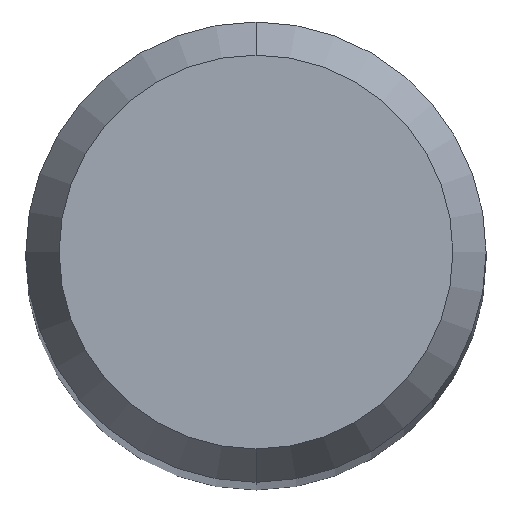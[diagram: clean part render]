
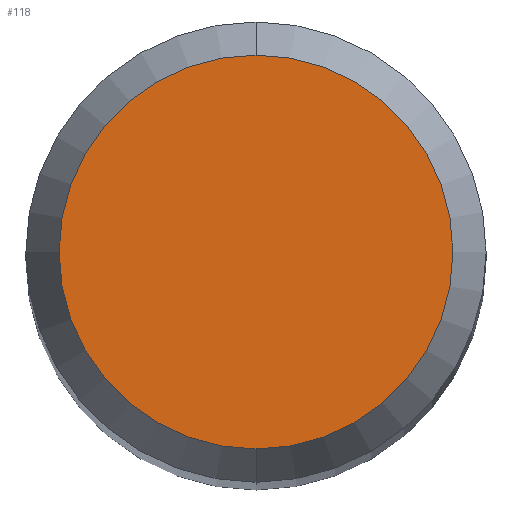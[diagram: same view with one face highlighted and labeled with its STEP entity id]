
A CAD part, top view. The second image highlights one B-rep face of the part: STEP entity #118.
In plain terms, the highlighted planar face has unit normal (0, 0, 1).
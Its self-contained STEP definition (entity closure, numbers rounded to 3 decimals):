
#118=ADVANCED_FACE('',(#262),#263,.T.);
#124=VERTEX_POINT('',#269);
#134=VERTEX_POINT('',#280);
#202=EDGE_CURVE('',#124,#134,#359,.T.);
#212=EDGE_CURVE('',#134,#124,#370,.T.);
#262=FACE_OUTER_BOUND('',#420,.T.);
#263=PLANE('',#421);
#269=CARTESIAN_POINT('',(0.0,1.358,0.01));
#280=CARTESIAN_POINT('',(0.,-1.358,0.01));
#359=CIRCLE('',#540,1.358);
#370=CIRCLE('',#555,1.358);
#420=EDGE_LOOP('',(#591,#592));
#421=AXIS2_PLACEMENT_3D('',#593,#594,#595);
#540=AXIS2_PLACEMENT_3D('',#724,#725,#726);
#555=AXIS2_PLACEMENT_3D('',#737,#738,#739);
#591=ORIENTED_EDGE('',*,*,#202,.F.);
#592=ORIENTED_EDGE('',*,*,#212,.F.);
#593=CARTESIAN_POINT('',(0.0,0.679,0.01));
#594=DIRECTION('',(-0.0,0.0,1.0));
#595=DIRECTION('',(0.0,-1.0,0.0));
#724=CARTESIAN_POINT('',(0.0,0.0,0.01));
#725=DIRECTION('',(0.0,0.0,-1.0));
#726=DIRECTION('',(0.0,1.0,0.0));
#737=CARTESIAN_POINT('',(0.0,0.0,0.01));
#738=DIRECTION('',(0.0,0.0,-1.0));
#739=DIRECTION('',(0.0,1.0,0.0));
